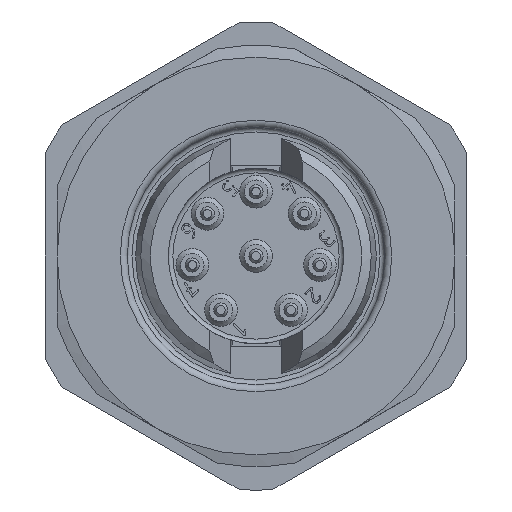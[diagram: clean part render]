
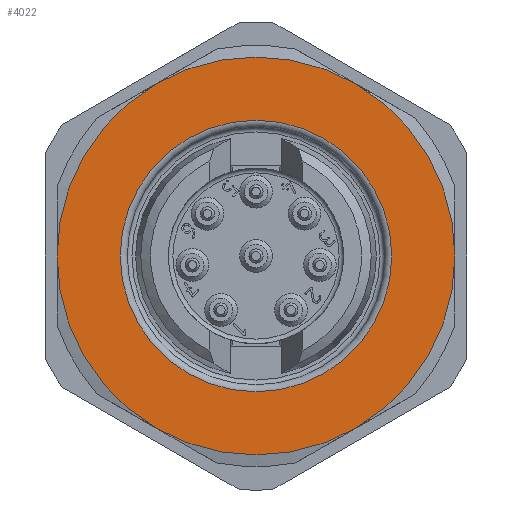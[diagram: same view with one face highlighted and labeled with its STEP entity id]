
A CAD part, left-side view. The second image highlights one B-rep face of the part: STEP entity #4022.
In plain terms, the highlighted planar face has unit normal (-1, 0, 0).
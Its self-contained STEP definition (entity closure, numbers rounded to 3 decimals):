
#509=PLANE('',#5109);
#952=EDGE_LOOP('',(#1712));
#953=EDGE_LOOP('',(#1713,#1714,#1715,#1716,#1717,#1718));
#1396=CIRCLE('',#5102,5.8);
#1397=CIRCLE('',#5103,8.5);
#1398=CIRCLE('',#5104,8.5);
#1399=CIRCLE('',#5105,8.5);
#1400=CIRCLE('',#5106,8.5);
#1401=CIRCLE('',#5107,8.5);
#1402=CIRCLE('',#5108,8.5);
#1712=ORIENTED_EDGE('',*,*,#2994,.T.);
#1713=ORIENTED_EDGE('',*,*,#2995,.T.);
#1714=ORIENTED_EDGE('',*,*,#2996,.T.);
#1715=ORIENTED_EDGE('',*,*,#2997,.T.);
#1716=ORIENTED_EDGE('',*,*,#2998,.T.);
#1717=ORIENTED_EDGE('',*,*,#2999,.T.);
#1718=ORIENTED_EDGE('',*,*,#3000,.T.);
#2994=EDGE_CURVE('',#4613,#4613,#1396,.T.);
#2995=EDGE_CURVE('',#4614,#4615,#1397,.T.);
#2996=EDGE_CURVE('',#4615,#4616,#1398,.T.);
#2997=EDGE_CURVE('',#4616,#4617,#1399,.T.);
#2998=EDGE_CURVE('',#4617,#4618,#1400,.T.);
#2999=EDGE_CURVE('',#4618,#4619,#1401,.T.);
#3000=EDGE_CURVE('',#4619,#4614,#1402,.T.);
#4022=ADVANCED_FACE('',(#4344,#4345),#509,.T.);
#4344=FACE_BOUND('',#952,.T.);
#4345=FACE_BOUND('',#953,.T.);
#4613=VERTEX_POINT('',#7133);
#4614=VERTEX_POINT('',#7135);
#4615=VERTEX_POINT('',#7136);
#4616=VERTEX_POINT('',#7138);
#4617=VERTEX_POINT('',#7140);
#4618=VERTEX_POINT('',#7142);
#4619=VERTEX_POINT('',#7144);
#5102=AXIS2_PLACEMENT_3D('',#7132,#5743,#5744);
#5103=AXIS2_PLACEMENT_3D('',#7134,#5745,#5746);
#5104=AXIS2_PLACEMENT_3D('',#7137,#5747,#5748);
#5105=AXIS2_PLACEMENT_3D('',#7139,#5749,#5750);
#5106=AXIS2_PLACEMENT_3D('',#7141,#5751,#5752);
#5107=AXIS2_PLACEMENT_3D('',#7143,#5753,#5754);
#5108=AXIS2_PLACEMENT_3D('',#7145,#5755,#5756);
#5109=AXIS2_PLACEMENT_3D('',#7146,#5757,#5758);
#5743=DIRECTION('',(1.,0.,0.));
#5744=DIRECTION('',(0.,0.,-1.));
#5745=DIRECTION('',(-1.,0.,0.));
#5746=DIRECTION('',(0.,0.,-1.));
#5747=DIRECTION('',(-1.,0.,0.));
#5748=DIRECTION('',(0.,0.,-1.));
#5749=DIRECTION('',(-1.,0.,0.));
#5750=DIRECTION('',(0.,0.,-1.));
#5751=DIRECTION('',(-1.,0.,0.));
#5752=DIRECTION('',(0.,0.,-1.));
#5753=DIRECTION('',(-1.,0.,0.));
#5754=DIRECTION('',(0.,0.,-1.));
#5755=DIRECTION('',(-1.,0.,0.));
#5756=DIRECTION('',(0.,0.,-1.));
#5757=DIRECTION('',(-1.,0.,0.));
#5758=DIRECTION('',(0.,0.,-1.));
#7132=CARTESIAN_POINT('',(-18.,0.,0.));
#7133=CARTESIAN_POINT('',(-18.,0.,-5.8));
#7134=CARTESIAN_POINT('',(-18.,0.,0.));
#7135=CARTESIAN_POINT('',(-18.,-8.5,0.));
#7136=CARTESIAN_POINT('',(-18.,-4.25,7.361));
#7137=CARTESIAN_POINT('',(-18.,0.,0.));
#7138=CARTESIAN_POINT('',(-18.,4.25,7.361));
#7139=CARTESIAN_POINT('',(-18.,0.,0.));
#7140=CARTESIAN_POINT('',(-18.,8.5,0.));
#7141=CARTESIAN_POINT('',(-18.,0.,0.));
#7142=CARTESIAN_POINT('',(-18.,4.25,-7.361));
#7143=CARTESIAN_POINT('',(-18.,0.,0.));
#7144=CARTESIAN_POINT('',(-18.,-4.25,-7.361));
#7145=CARTESIAN_POINT('',(-18.,0.,0.));
#7146=CARTESIAN_POINT('',(-18.,0.,0.));
